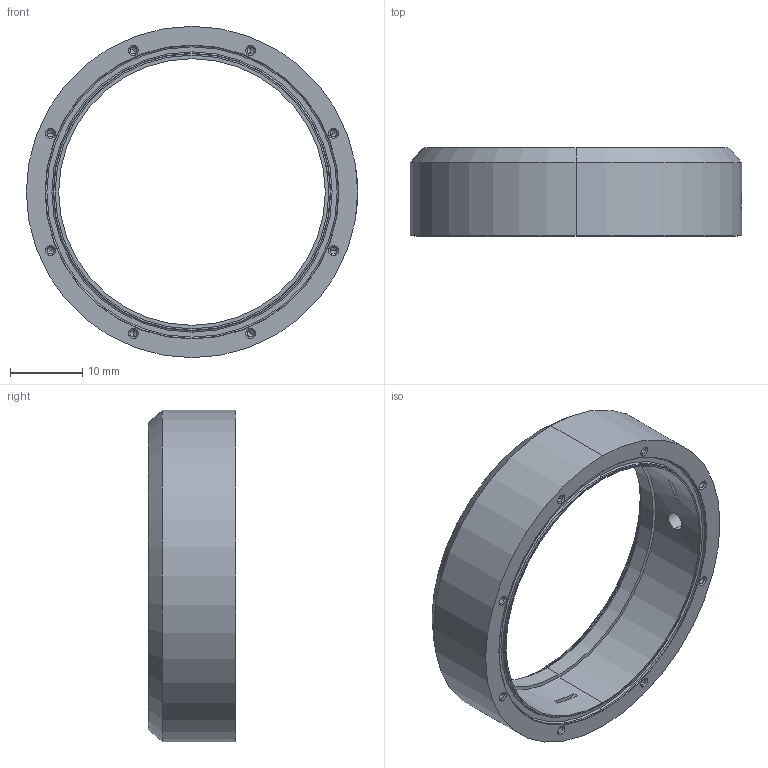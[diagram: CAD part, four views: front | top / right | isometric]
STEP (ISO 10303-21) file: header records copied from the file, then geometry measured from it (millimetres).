
FILE_DESCRIPTION (( 'STEP AP203' ), '1' );
FILE_NAME ('carure et lunette.STEP', '2020-11-16T07:40:17', ( '' ), ( '' ), 'SwSTEP 2.0', 'SolidWorks 2020', '' );
FILE_SCHEMA (( 'CONFIG_CONTROL_DESIGN' ));
Length unit declared in the file: millimetre
Products named in the file (1): carure et lunette
Bounding box: 46 x 12.2 x 46 mm (x, y, z)
Volume: 6128.5 mm3; surface area: 4535 mm2
Topology: 1 solids, 1 shells, 95 faces, 222 edges, 129 vertices
Faces by surface type: cylinder 36, cone 36, plane 13, torus 8, bspline 2
Entity records: 3940 total; most frequent: CARTESIAN_POINT 1688, DIRECTION 507, ORIENTED_EDGE 412, AXIS2_PLACEMENT_3D 216, EDGE_CURVE 206, VERTEX_POINT 129, CIRCLE 122, EDGE_LOOP 115
